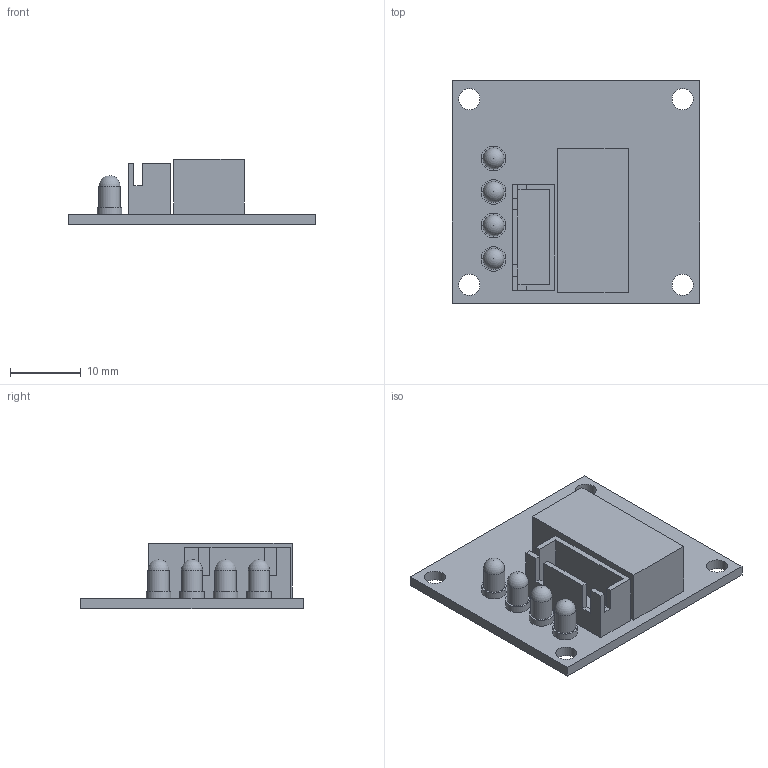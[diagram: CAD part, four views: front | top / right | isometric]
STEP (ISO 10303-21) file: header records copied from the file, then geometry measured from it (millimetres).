
FILE_DESCRIPTION(('FreeCAD Model'),'2;1');
FILE_NAME('DriverBoard_ULN2003.step', '2014-10-21T16:27:35',('FreeCAD'),('FreeCAD'), 'Open CASCADE STEP processor 6.5','FreeCAD','Unknown');
FILE_SCHEMA(('AUTOMOTIVE_DESIGN_CC2 { 1 2 10303 214 -1 1 5 4 }'));
Length unit declared in the file: millimetre
Products named in the file (1): DriverBoard_ULN2003
Bounding box: 35.1 x 31.5 x 9.3 mm (x, y, z)
Volume: 3601 mm3; surface area: 3589.8 mm2
Topology: 1 solids, 1 shells, 54 faces, 142 edges, 96 vertices
Faces by surface type: plane 38, cylinder 12, sphere 4
Full cylindrical faces by diameter (mm): 3 x8, 3.5 x4
Entity records: 3833 total; most frequent: CARTESIAN_POINT 668, DIRECTION 505, LINE 311, VECTOR 311, ORIENTED_EDGE 276, PCURVE 276, DEFINITIONAL_REPRESENTATION 276, EDGE_CURVE 138
